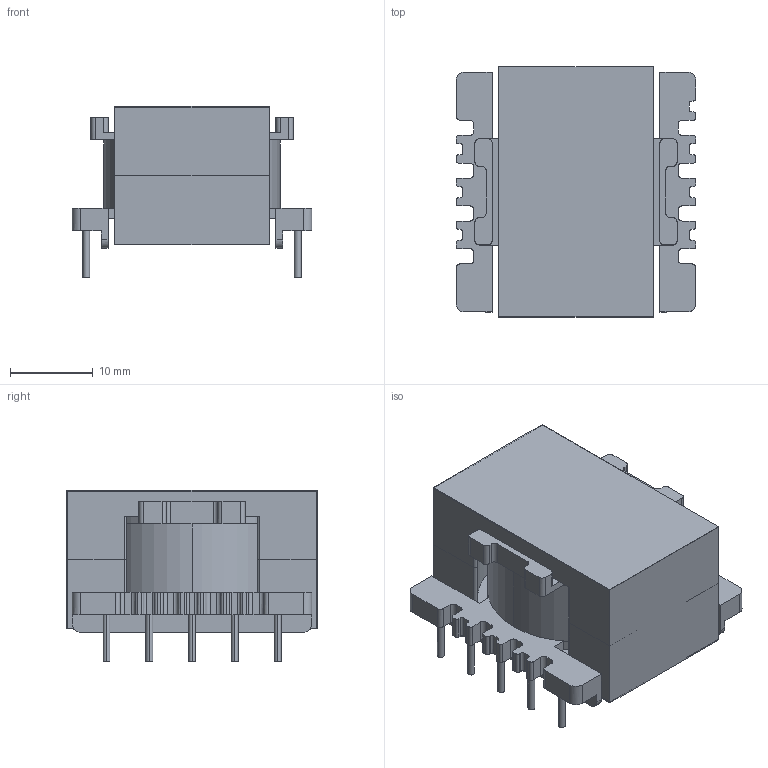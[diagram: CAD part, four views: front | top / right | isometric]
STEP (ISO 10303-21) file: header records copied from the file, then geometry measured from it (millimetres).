
FILE_DESCRIPTION(('FreeCAD Model'),'2;1');
FILE_NAME('Open CASCADE Shape Model','2025-04-29T08:58:53',('FreeCAD'),( 'FreeCAD'),'Open CASCADE STEP processor 7.6','FreeCAD','Unknown');
FILE_SCHEMA(('AUTOMOTIVE_DESIGN { 1 0 10303 214 1 1 1 1 }'));
Length unit declared in the file: millimetre
Products named in the file (1): Open CASCADE STEP translator 7.6 1
Bounding box: 29.05 x 30.3 x 20.8 mm (x, y, z)
Volume: 9840.6 mm3; surface area: 12219.3 mm2
Topology: 5 solids, 5 shells, 276 faces, 752 edges, 500 vertices
Faces by surface type: bspline 276
Entity records: 8170 total; most frequent: CARTESIAN_POINT 3893, ORIENTED_EDGE 1504, EDGE_CURVE 752, VERTEX_POINT 500, B_SPLINE_CURVE_WITH_KNOTS 488, FACE_BOUND 294, EDGE_LOOP 294, ADVANCED_FACE 276
